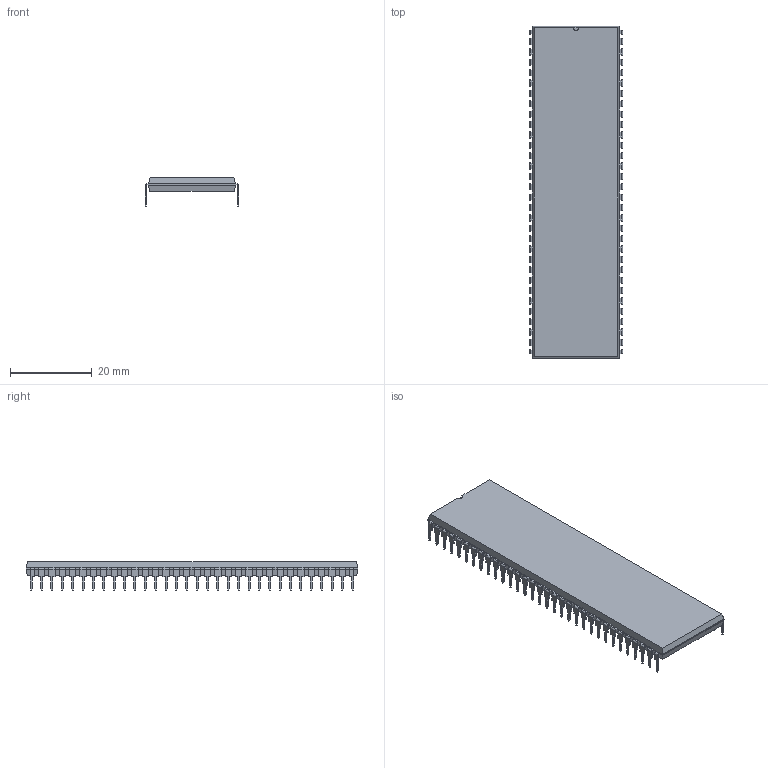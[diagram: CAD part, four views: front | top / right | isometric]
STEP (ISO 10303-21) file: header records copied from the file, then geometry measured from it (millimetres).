
FILE_DESCRIPTION(/* description */ ('model of DIP-64_W22.86mm'),/* implementation_level */ '2;1');
FILE_NAME(/* name */ 'DIP-64_W22.86mm.step',/* time_stamp */ '2018-11-04T11:20:01',/* author */ ('kicad StepUp','ksu'),/* organization */ ('FreeCAD'),/* preprocessor_version */ 'OCC',/* originating_system */ 'kicad StepUp',/* authorisation */ '');
FILE_SCHEMA(('AUTOMOTIVE_DESIGN { 1 0 10303 214 1 1 1 1 }'));
Length unit declared in the file: millimetre
Products named in the file (1): DIP_64_W2286mm
Bounding box: 22.86 x 81.28 x 6.98 mm (x, y, z)
Volume: 5690.1 mm3; surface area: 4885.8 mm2
Topology: 1 solids, 1 shells, 1164 faces, 3092 edges, 1930 vertices
Faces by surface type: plane 895, bspline 140, cylinder 129
Entity records: 43232 total; most frequent: CARTESIAN_POINT 6632, ORIENTED_EDGE 6184, DIRECTION 5383, EDGE_CURVE 3092, LINE 2813, VECTOR 2813, VERTEX_POINT 1930, AXIS2_PLACEMENT_3D 1285
